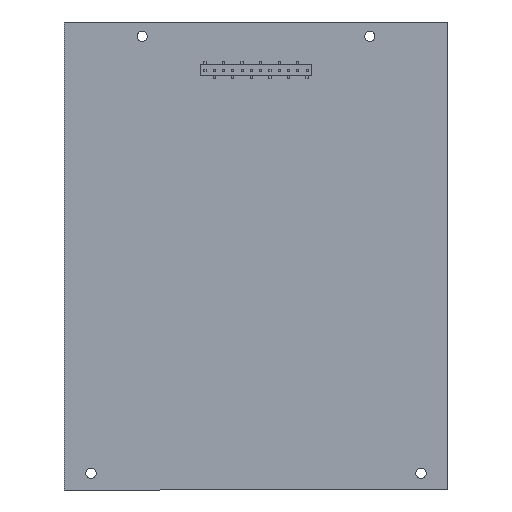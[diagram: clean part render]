
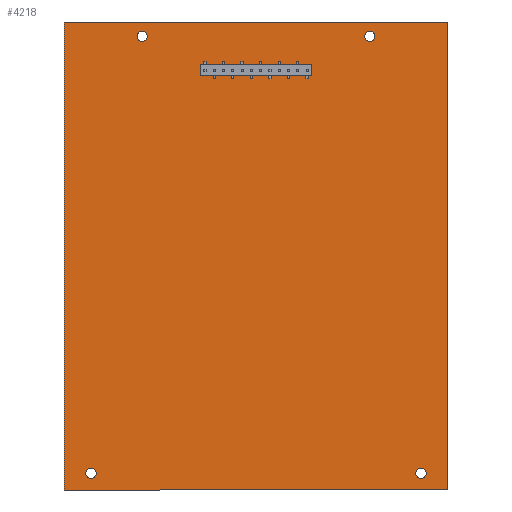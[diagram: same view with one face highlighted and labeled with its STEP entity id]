
A CAD part, front view. The second image highlights one B-rep face of the part: STEP entity #4218.
In plain terms, the highlighted planar face has unit normal (0, -1, 0).
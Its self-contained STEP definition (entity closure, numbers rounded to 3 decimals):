
#113=FACE_BOUND('',#407,.T.);
#114=FACE_BOUND('',#408,.T.);
#115=FACE_BOUND('',#409,.T.);
#116=FACE_BOUND('',#410,.T.);
#145=CIRCLE('',#4518,1.1);
#146=CIRCLE('',#4519,1.1);
#147=CIRCLE('',#4520,1.1);
#148=CIRCLE('',#4521,1.1);
#164=FACE_OUTER_BOUND('',#406,.T.);
#406=EDGE_LOOP('',(#2815,#2816,#2817,#2818));
#407=EDGE_LOOP('',(#2819));
#408=EDGE_LOOP('',(#2820));
#409=EDGE_LOOP('',(#2821));
#410=EDGE_LOOP('',(#2822));
#670=LINE('',#5911,#1244);
#676=LINE('',#5923,#1250);
#679=LINE('',#5936,#1253);
#680=LINE('',#5937,#1254);
#1244=VECTOR('',#4789,82.6);
#1250=VECTOR('',#4797,82.6);
#1253=VECTOR('',#4812,100.7);
#1254=VECTOR('',#4813,100.7);
#1818=VERTEX_POINT('',#5908);
#1819=VERTEX_POINT('',#5910);
#1822=VERTEX_POINT('',#5917);
#1824=VERTEX_POINT('',#5921);
#1829=VERTEX_POINT('',#5938);
#1830=VERTEX_POINT('',#5940);
#1831=VERTEX_POINT('',#5942);
#1832=VERTEX_POINT('',#5944);
#2206=EDGE_CURVE('',#1819,#1818,#670,.T.);
#2212=EDGE_CURVE('',#1822,#1824,#676,.T.);
#2219=EDGE_CURVE('',#1822,#1818,#679,.T.);
#2220=EDGE_CURVE('',#1819,#1824,#680,.T.);
#2221=EDGE_CURVE('',#1829,#1829,#145,.T.);
#2222=EDGE_CURVE('',#1830,#1830,#146,.T.);
#2223=EDGE_CURVE('',#1831,#1831,#147,.T.);
#2224=EDGE_CURVE('',#1832,#1832,#148,.T.);
#2815=ORIENTED_EDGE('',*,*,#2219,.F.);
#2816=ORIENTED_EDGE('',*,*,#2212,.T.);
#2817=ORIENTED_EDGE('',*,*,#2220,.F.);
#2818=ORIENTED_EDGE('',*,*,#2206,.T.);
#2819=ORIENTED_EDGE('',*,*,#2221,.F.);
#2820=ORIENTED_EDGE('',*,*,#2222,.F.);
#2821=ORIENTED_EDGE('',*,*,#2223,.T.);
#2822=ORIENTED_EDGE('',*,*,#2224,.T.);
#3990=PLANE('',#4517);
#4218=ADVANCED_FACE('',(#164,#113,#114,#115,#116),#3990,.T.);
#4517=AXIS2_PLACEMENT_3D('',#5935,#4810,#4811);
#4518=AXIS2_PLACEMENT_3D('',#5939,#4814,#4815);
#4519=AXIS2_PLACEMENT_3D('',#5941,#4816,#4817);
#4520=AXIS2_PLACEMENT_3D('',#5943,#4818,#4819);
#4521=AXIS2_PLACEMENT_3D('',#5945,#4820,#4821);
#4789=DIRECTION('',(1.,0.,0.));
#4797=DIRECTION('',(-1.,0.,0.));
#4810=DIRECTION('center_axis',(0.,-1.,0.));
#4811=DIRECTION('ref_axis',(0.,0.,-1.));
#4812=DIRECTION('',(0.,0.,-1.));
#4813=DIRECTION('',(0.,0.,1.));
#4814=DIRECTION('center_axis',(0.,-1.,0.));
#4815=DIRECTION('ref_axis',(0.,0.,-1.));
#4816=DIRECTION('center_axis',(0.,-1.,0.));
#4817=DIRECTION('ref_axis',(0.,0.,-1.));
#4818=DIRECTION('center_axis',(0.,1.,0.));
#4819=DIRECTION('ref_axis',(0.,0.,1.));
#4820=DIRECTION('center_axis',(0.,1.,0.));
#4821=DIRECTION('ref_axis',(0.,0.,1.));
#5908=CARTESIAN_POINT('',(65.04,0.,-32.563));
#5910=CARTESIAN_POINT('',(-17.56,0.,-32.563));
#5911=CARTESIAN_POINT('',(-17.56,0.,-32.563));
#5917=CARTESIAN_POINT('',(65.04,0.,68.137));
#5921=CARTESIAN_POINT('',(-17.56,0.,68.137));
#5923=CARTESIAN_POINT('',(65.04,0.,68.137));
#5935=CARTESIAN_POINT('Origin',(0.,0.,0.));
#5936=CARTESIAN_POINT('',(65.04,0.,68.137));
#5937=CARTESIAN_POINT('',(-17.56,0.,-32.563));
#5938=CARTESIAN_POINT('',(-11.76,0.,63.437));
#5939=CARTESIAN_POINT('Origin',(-11.76,0.,64.537));
#5940=CARTESIAN_POINT('',(59.24,0.,63.437));
#5941=CARTESIAN_POINT('Origin',(59.24,0.,64.537));
#5942=CARTESIAN_POINT('',(-0.76,0.,-30.563));
#5943=CARTESIAN_POINT('Origin',(-0.76,0.,-29.463));
#5944=CARTESIAN_POINT('',(48.24,0.,-30.563));
#5945=CARTESIAN_POINT('Origin',(48.24,0.,-29.463));
